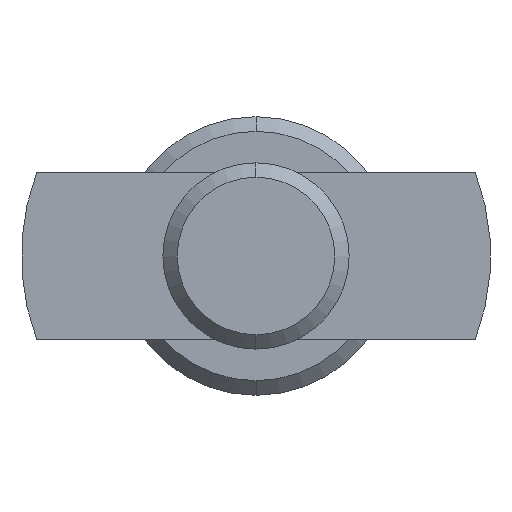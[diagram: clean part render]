
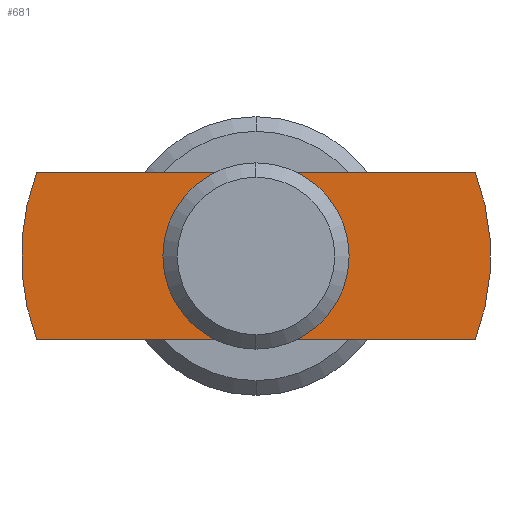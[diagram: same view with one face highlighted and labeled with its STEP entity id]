
A CAD part, front view. The second image highlights one B-rep face of the part: STEP entity #681.
In plain terms, the highlighted planar face has unit normal (0, -1, 0).
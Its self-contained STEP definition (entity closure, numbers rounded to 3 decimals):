
#84 = VECTOR ( 'NONE', #2577, 1000. ) ;
#133 = CARTESIAN_POINT ( 'NONE',  ( -7.475, -5.6, -2.85 ) ) ;
#329 = CARTESIAN_POINT ( 'NONE',  ( 0., -5.6, 0. ) ) ;
#482 = EDGE_LOOP ( 'NONE', ( #2780, #4044 ) ) ;
#496 = CARTESIAN_POINT ( 'NONE',  ( 0., -5.6, 0. ) ) ;
#539 = VERTEX_POINT ( 'NONE', #2881 ) ;
#610 = DIRECTION ( 'NONE',  ( 0., -1., 0. ) ) ;
#681 = ADVANCED_FACE ( 'Defeature ausgef�hrt3_21', ( #4030, #2454 ), #4079, .T. ) ;
#738 = CARTESIAN_POINT ( 'NONE',  ( 0., -5.6, 2.685 ) ) ;
#801 = DIRECTION ( 'NONE',  ( 0., 0., 1. ) ) ;
#814 = ORIENTED_EDGE ( 'NONE', *, *, #3194, .T. ) ;
#819 = AXIS2_PLACEMENT_3D ( 'NONE', #4024, #3438, #2166 ) ;
#980 = EDGE_CURVE ( 'Defeature ausgef�hrt3_21+Defeature ausgef�hrt3_27+Defeature ausgef�hrt3_27+Defeature ausgef�hrt3_27', #1586, #1959, #2012, .T. ) ;
#1053 = AXIS2_PLACEMENT_3D ( 'NONE', #2490, #610, #1918 ) ;
#1209 = ORIENTED_EDGE ( 'NONE', *, *, #3249, .T. ) ;
#1251 = LINE ( 'NONE', #1754, #2774 ) ;
#1343 = CARTESIAN_POINT ( 'NONE',  ( -7.475, -5.6, -2.85 ) ) ;
#1348 = CIRCLE ( 'NONE', #2487, 8. ) ;
#1565 = VERTEX_POINT ( 'NONE', #133 ) ;
#1586 = VERTEX_POINT ( 'NONE', #738 ) ;
#1594 = DIRECTION ( 'NONE',  ( 0., 0., 1. ) ) ;
#1600 = VERTEX_POINT ( 'NONE', #2302 ) ;
#1754 = CARTESIAN_POINT ( 'NONE',  ( -7.475, -5.6, 2.85 ) ) ;
#1832 = ORIENTED_EDGE ( 'NONE', *, *, #2697, .T. ) ;
#1918 = DIRECTION ( 'NONE',  ( 0., 0., 1. ) ) ;
#1959 = VERTEX_POINT ( 'NONE', #2741 ) ;
#2012 = CIRCLE ( 'NONE', #819, 2.685 ) ;
#2098 = CIRCLE ( 'NONE', #2478, 2.685 ) ;
#2106 = AXIS2_PLACEMENT_3D ( 'NONE', #3727, #3135, #2527 ) ;
#2121 = EDGE_CURVE ( 'Defeature ausgef�hrt3_21+Defeature ausgef�hrt3_27+Defeature ausgef�hrt3_27+Defeature ausgef�hrt3_27', #1959, #1586, #2098, .T. ) ;
#2166 = DIRECTION ( 'NONE',  ( 0., 0., 1. ) ) ;
#2191 = DIRECTION ( 'NONE',  ( 0., 1., 0. ) ) ;
#2206 = EDGE_CURVE ( 'Defeature ausgef�hrt3_21+Defeature ausgef�hrt3_18+Defeature ausgef�hrt3_19+Defeature ausgef�hrt3_17', #1565, #539, #3764, .T. ) ;
#2302 = CARTESIAN_POINT ( 'NONE',  ( -7.475, -5.6, 2.85 ) ) ;
#2335 = EDGE_LOOP ( 'NONE', ( #1832, #2534, #1209, #814 ) ) ;
#2454 = FACE_OUTER_BOUND ( 'NONE', #2335, .T. ) ;
#2478 = AXIS2_PLACEMENT_3D ( 'NONE', #329, #2191, #1594 ) ;
#2484 = CIRCLE ( 'NONE', #1053, 8. ) ;
#2487 = AXIS2_PLACEMENT_3D ( 'NONE', #496, #2684, #801 ) ;
#2490 = CARTESIAN_POINT ( 'NONE',  ( 0., -5.6, 0. ) ) ;
#2527 = DIRECTION ( 'NONE',  ( 0., 0., 1. ) ) ;
#2534 = ORIENTED_EDGE ( 'NONE', *, *, #2206, .T. ) ;
#2577 = DIRECTION ( 'NONE',  ( 1., 0., 0. ) ) ;
#2684 = DIRECTION ( 'NONE',  ( 0., -1., 0. ) ) ;
#2697 = EDGE_CURVE ( 'Defeature ausgef�hrt3_21+Defeature ausgef�hrt3_19+Defeature ausgef�hrt3_16+Defeature ausgef�hrt3_18', #1600, #1565, #2484, .T. ) ;
#2705 = DIRECTION ( 'NONE',  ( -1., 0., 0. ) ) ;
#2741 = CARTESIAN_POINT ( 'NONE',  ( 0., -5.6, -2.685 ) ) ;
#2774 = VECTOR ( 'NONE', #2705, 1000. ) ;
#2780 = ORIENTED_EDGE ( 'NONE', *, *, #2121, .T. ) ;
#2881 = CARTESIAN_POINT ( 'NONE',  ( 7.475, -5.6, -2.85 ) ) ;
#3135 = DIRECTION ( 'NONE',  ( 0., -1., 0. ) ) ;
#3194 = EDGE_CURVE ( 'Defeature ausgef�hrt3_21+Defeature ausgef�hrt3_16+Defeature ausgef�hrt3_17+Defeature ausgef�hrt3_19', #3507, #1600, #1251, .T. ) ;
#3249 = EDGE_CURVE ( 'Defeature ausgef�hrt3_21+Defeature ausgef�hrt3_17+Defeature ausgef�hrt3_18+Defeature ausgef�hrt3_16', #539, #3507, #1348, .T. ) ;
#3438 = DIRECTION ( 'NONE',  ( 0., 1., 0. ) ) ;
#3507 = VERTEX_POINT ( 'NONE', #3823 ) ;
#3727 = CARTESIAN_POINT ( 'NONE',  ( 0., -5.6, 0. ) ) ;
#3764 = LINE ( 'NONE', #1343, #84 ) ;
#3823 = CARTESIAN_POINT ( 'NONE',  ( 7.475, -5.6, 2.85 ) ) ;
#4024 = CARTESIAN_POINT ( 'NONE',  ( 0., -5.6, 0. ) ) ;
#4030 = FACE_BOUND ( 'NONE', #482, .T. ) ;
#4044 = ORIENTED_EDGE ( 'NONE', *, *, #980, .T. ) ;
#4079 = PLANE ( 'NONE',  #2106 ) ;
